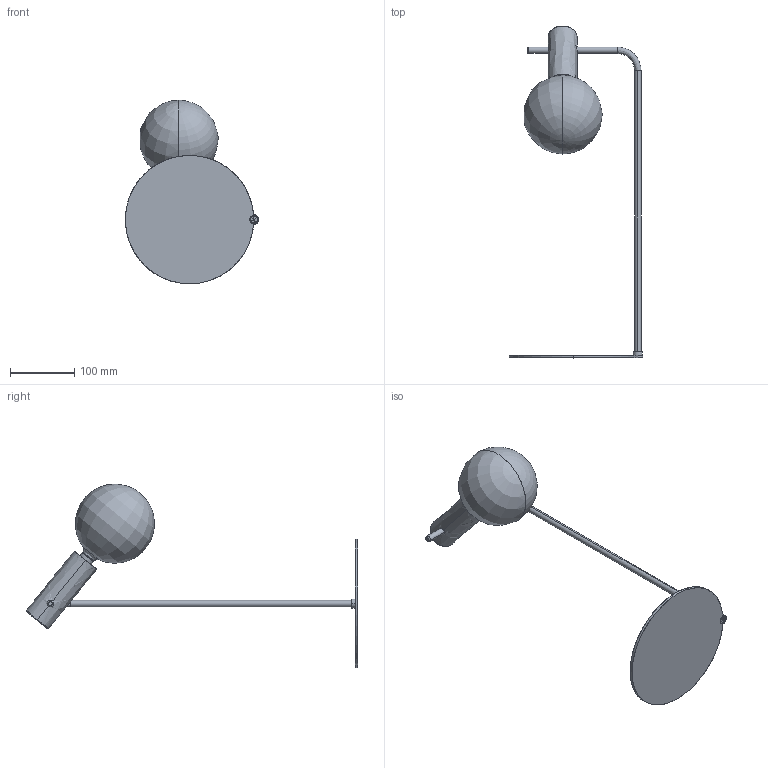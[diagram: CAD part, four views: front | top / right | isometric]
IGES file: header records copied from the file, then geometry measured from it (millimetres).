
Start section: SolidWorks IGES file using analytic representation for surfaces
Global section: file name: 10-8518.IGS; native system: SolidWorks 2020; preprocessor: SolidWorks 2020; author: dromero; date: 210823.144413; units: millimetre
Bounding box: 207.5 x 516.82 x 285.97 mm (x, y, z)
Surface area: 155593.1 mm2 (no closed solid volume)
Topology: 0 solids, 0 shells, 67 faces, 1008 edges, 1007 vertices
Faces by surface type: revolution 34, bspline 33
